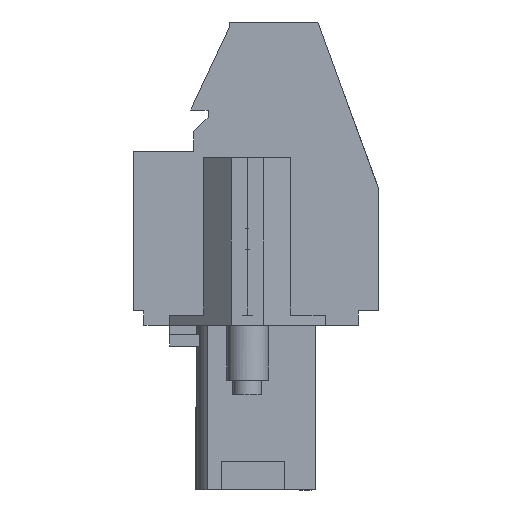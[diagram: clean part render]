
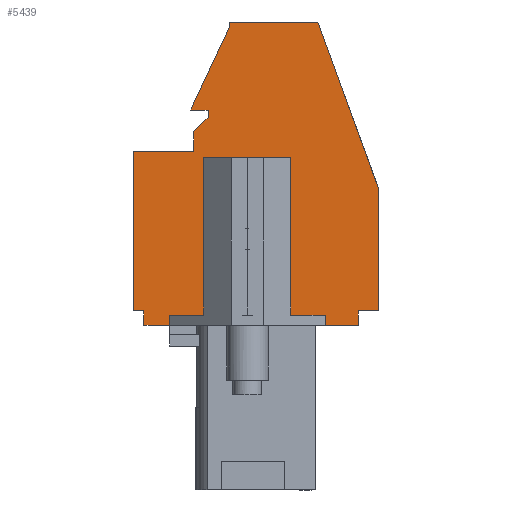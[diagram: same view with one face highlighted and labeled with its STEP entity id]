
A CAD part, left-side view. The second image highlights one B-rep face of the part: STEP entity #5439.
In plain terms, the highlighted planar face has unit normal (-1, 0, 0).
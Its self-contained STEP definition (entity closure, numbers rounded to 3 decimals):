
#2039=AXIS2_PLACEMENT_3D('Plane Axis2P3D',#2036,#2037,#2038) ;
#107=CARTESIAN_POINT('Line Origine',(3.47,1.782,7.95)) ;
#111=CARTESIAN_POINT('Vertex',(3.47,2.58,7.95)) ;
#113=CARTESIAN_POINT('Vertex',(3.47,0.983,7.95)) ;
#148=CARTESIAN_POINT('Vertex',(3.47,10.08,7.95)) ;
#151=CARTESIAN_POINT('Line Origine',(3.47,10.705,7.95)) ;
#155=CARTESIAN_POINT('Vertex',(3.47,11.33,7.95)) ;
#2036=CARTESIAN_POINT('Axis2P3D Location',(3.47,0.,0.)) ;
#5295=CARTESIAN_POINT('Line Origine',(3.47,0.983,8.3)) ;
#5299=CARTESIAN_POINT('Vertex',(3.47,0.983,8.65)) ;
#5302=CARTESIAN_POINT('Line Origine',(3.47,0.492,8.65)) ;
#5306=CARTESIAN_POINT('Vertex',(3.47,0.,8.65)) ;
#5309=CARTESIAN_POINT('Line Origine',(3.47,0.,11.611)) ;
#5313=CARTESIAN_POINT('Vertex',(3.47,0.,14.572)) ;
#5316=CARTESIAN_POINT('Line Origine',(3.47,1.461,18.586)) ;
#5320=CARTESIAN_POINT('Vertex',(3.47,2.922,22.6)) ;
#5323=CARTESIAN_POINT('Line Origine',(3.47,5.052,22.6)) ;
#5327=CARTESIAN_POINT('Vertex',(3.47,7.181,22.6)) ;
#5330=CARTESIAN_POINT('Line Origine',(3.47,7.181,22.5)) ;
#5334=CARTESIAN_POINT('Vertex',(3.47,7.181,22.4)) ;
#5337=CARTESIAN_POINT('Line Origine',(3.47,8.126,20.375)) ;
#5341=CARTESIAN_POINT('Vertex',(3.47,9.07,18.35)) ;
#5344=CARTESIAN_POINT('Line Origine',(3.47,8.65,18.35)) ;
#5348=CARTESIAN_POINT('Vertex',(3.47,8.23,18.35)) ;
#5351=CARTESIAN_POINT('Line Origine',(3.47,8.23,18.175)) ;
#5355=CARTESIAN_POINT('Vertex',(3.47,8.23,18.)) ;
#5358=CARTESIAN_POINT('Line Origine',(3.47,8.58,17.65)) ;
#5362=CARTESIAN_POINT('Vertex',(3.47,8.93,17.3)) ;
#5365=CARTESIAN_POINT('Line Origine',(3.47,8.93,16.825)) ;
#5369=CARTESIAN_POINT('Vertex',(3.47,8.93,16.35)) ;
#5372=CARTESIAN_POINT('Line Origine',(3.47,10.38,16.35)) ;
#5376=CARTESIAN_POINT('Vertex',(3.47,11.83,16.35)) ;
#5379=CARTESIAN_POINT('Line Origine',(3.47,11.83,12.5)) ;
#5383=CARTESIAN_POINT('Vertex',(3.47,11.83,8.65)) ;
#5386=CARTESIAN_POINT('Line Origine',(3.47,11.58,8.65)) ;
#5390=CARTESIAN_POINT('Vertex',(3.47,11.33,8.65)) ;
#5393=CARTESIAN_POINT('Line Origine',(3.47,11.33,8.3)) ;
#5398=CARTESIAN_POINT('Line Origine',(3.47,10.08,8.2)) ;
#5402=CARTESIAN_POINT('Vertex',(3.47,10.08,8.45)) ;
#5405=CARTESIAN_POINT('Line Origine',(3.47,6.33,8.45)) ;
#5409=CARTESIAN_POINT('Vertex',(3.47,2.58,8.45)) ;
#5412=CARTESIAN_POINT('Line Origine',(3.47,2.58,8.2)) ;
#108=DIRECTION('Vector Direction',(0.,-1.,0.)) ;
#152=DIRECTION('Vector Direction',(0.,-1.,0.)) ;
#2037=DIRECTION('Axis2P3D Direction',(-1.,0.,0.)) ;
#2038=DIRECTION('Axis2P3D XDirection',(0.,0.,1.)) ;
#5296=DIRECTION('Vector Direction',(0.,0.,1.)) ;
#5303=DIRECTION('Vector Direction',(0.,-1.,0.)) ;
#5310=DIRECTION('Vector Direction',(0.,0.,1.)) ;
#5317=DIRECTION('Vector Direction',(0.,-0.342,-0.94)) ;
#5324=DIRECTION('Vector Direction',(0.,-1.,0.)) ;
#5331=DIRECTION('Vector Direction',(0.,0.,1.)) ;
#5338=DIRECTION('Vector Direction',(0.,-0.423,0.906)) ;
#5345=DIRECTION('Vector Direction',(0.,1.,0.)) ;
#5352=DIRECTION('Vector Direction',(0.,0.,1.)) ;
#5359=DIRECTION('Vector Direction',(0.,-0.707,0.707)) ;
#5366=DIRECTION('Vector Direction',(0.,0.,1.)) ;
#5373=DIRECTION('Vector Direction',(0.,-1.,0.)) ;
#5380=DIRECTION('Vector Direction',(0.,0.,1.)) ;
#5387=DIRECTION('Vector Direction',(0.,1.,0.)) ;
#5394=DIRECTION('Vector Direction',(0.,0.,-1.)) ;
#5399=DIRECTION('Vector Direction',(0.,0.,1.)) ;
#5406=DIRECTION('Vector Direction',(0.,1.,0.)) ;
#5413=DIRECTION('Vector Direction',(0.,0.,1.)) ;
#109=VECTOR('Line Direction',#108,1.) ;
#153=VECTOR('Line Direction',#152,1.) ;
#5297=VECTOR('Line Direction',#5296,1.) ;
#5304=VECTOR('Line Direction',#5303,1.) ;
#5311=VECTOR('Line Direction',#5310,1.) ;
#5318=VECTOR('Line Direction',#5317,1.) ;
#5325=VECTOR('Line Direction',#5324,1.) ;
#5332=VECTOR('Line Direction',#5331,1.) ;
#5339=VECTOR('Line Direction',#5338,1.) ;
#5346=VECTOR('Line Direction',#5345,1.) ;
#5353=VECTOR('Line Direction',#5352,1.) ;
#5360=VECTOR('Line Direction',#5359,1.) ;
#5367=VECTOR('Line Direction',#5366,1.) ;
#5374=VECTOR('Line Direction',#5373,1.) ;
#5381=VECTOR('Line Direction',#5380,1.) ;
#5388=VECTOR('Line Direction',#5387,1.) ;
#5395=VECTOR('Line Direction',#5394,1.) ;
#5400=VECTOR('Line Direction',#5399,1.) ;
#5407=VECTOR('Line Direction',#5406,1.) ;
#5414=VECTOR('Line Direction',#5413,1.) ;
#5418=ORIENTED_EDGE('',*,*,#115,.T.) ;
#5419=ORIENTED_EDGE('',*,*,#5301,.T.) ;
#5420=ORIENTED_EDGE('',*,*,#5308,.T.) ;
#5421=ORIENTED_EDGE('',*,*,#5315,.T.) ;
#5422=ORIENTED_EDGE('',*,*,#5322,.T.) ;
#5423=ORIENTED_EDGE('',*,*,#5329,.T.) ;
#5424=ORIENTED_EDGE('',*,*,#5336,.T.) ;
#5425=ORIENTED_EDGE('',*,*,#5343,.T.) ;
#5426=ORIENTED_EDGE('',*,*,#5350,.T.) ;
#5427=ORIENTED_EDGE('',*,*,#5357,.T.) ;
#5428=ORIENTED_EDGE('',*,*,#5364,.T.) ;
#5429=ORIENTED_EDGE('',*,*,#5371,.T.) ;
#5430=ORIENTED_EDGE('',*,*,#5378,.T.) ;
#5431=ORIENTED_EDGE('',*,*,#5385,.T.) ;
#5432=ORIENTED_EDGE('',*,*,#5392,.T.) ;
#5433=ORIENTED_EDGE('',*,*,#5397,.T.) ;
#5434=ORIENTED_EDGE('',*,*,#157,.T.) ;
#5435=ORIENTED_EDGE('',*,*,#5404,.T.) ;
#5436=ORIENTED_EDGE('',*,*,#5411,.F.) ;
#5437=ORIENTED_EDGE('',*,*,#5416,.F.) ;
#5439=ADVANCED_FACE('HOUSING',(#5438),#2040,.T.) ;
#115=EDGE_CURVE('',#112,#114,#110,.T.) ;
#157=EDGE_CURVE('',#156,#149,#154,.T.) ;
#5301=EDGE_CURVE('',#114,#5300,#5298,.T.) ;
#5308=EDGE_CURVE('',#5300,#5307,#5305,.T.) ;
#5315=EDGE_CURVE('',#5307,#5314,#5312,.T.) ;
#5322=EDGE_CURVE('',#5314,#5321,#5319,.F.) ;
#5329=EDGE_CURVE('',#5321,#5328,#5326,.F.) ;
#5336=EDGE_CURVE('',#5328,#5335,#5333,.F.) ;
#5343=EDGE_CURVE('',#5335,#5342,#5340,.F.) ;
#5350=EDGE_CURVE('',#5342,#5349,#5347,.F.) ;
#5357=EDGE_CURVE('',#5349,#5356,#5354,.F.) ;
#5364=EDGE_CURVE('',#5356,#5363,#5361,.F.) ;
#5371=EDGE_CURVE('',#5363,#5370,#5368,.F.) ;
#5378=EDGE_CURVE('',#5370,#5377,#5375,.F.) ;
#5385=EDGE_CURVE('',#5377,#5384,#5382,.F.) ;
#5392=EDGE_CURVE('',#5384,#5391,#5389,.F.) ;
#5397=EDGE_CURVE('',#5391,#156,#5396,.T.) ;
#5404=EDGE_CURVE('',#149,#5403,#5401,.T.) ;
#5411=EDGE_CURVE('',#5410,#5403,#5408,.T.) ;
#5416=EDGE_CURVE('',#112,#5410,#5415,.T.) ;
#5417=EDGE_LOOP('',(#5418,#5419,#5420,#5421,#5422,#5423,#5424,#5425,#5426,#5427,#5428,#5429,#5430,#5431,#5432,#5433,#5434,#5435,#5436,#5437)) ;
#5438=FACE_OUTER_BOUND('',#5417,.T.) ;
#110=LINE('Line',#107,#109) ;
#154=LINE('Line',#151,#153) ;
#5298=LINE('Line',#5295,#5297) ;
#5305=LINE('Line',#5302,#5304) ;
#5312=LINE('Line',#5309,#5311) ;
#5319=LINE('Line',#5316,#5318) ;
#5326=LINE('Line',#5323,#5325) ;
#5333=LINE('Line',#5330,#5332) ;
#5340=LINE('Line',#5337,#5339) ;
#5347=LINE('Line',#5344,#5346) ;
#5354=LINE('Line',#5351,#5353) ;
#5361=LINE('Line',#5358,#5360) ;
#5368=LINE('Line',#5365,#5367) ;
#5375=LINE('Line',#5372,#5374) ;
#5382=LINE('Line',#5379,#5381) ;
#5389=LINE('Line',#5386,#5388) ;
#5396=LINE('Line',#5393,#5395) ;
#5401=LINE('Line',#5398,#5400) ;
#5408=LINE('Line',#5405,#5407) ;
#5415=LINE('Line',#5412,#5414) ;
#2040=PLANE('',#2039) ;
#112=VERTEX_POINT('',#111) ;
#114=VERTEX_POINT('',#113) ;
#149=VERTEX_POINT('',#148) ;
#156=VERTEX_POINT('',#155) ;
#5300=VERTEX_POINT('',#5299) ;
#5307=VERTEX_POINT('',#5306) ;
#5314=VERTEX_POINT('',#5313) ;
#5321=VERTEX_POINT('',#5320) ;
#5328=VERTEX_POINT('',#5327) ;
#5335=VERTEX_POINT('',#5334) ;
#5342=VERTEX_POINT('',#5341) ;
#5349=VERTEX_POINT('',#5348) ;
#5356=VERTEX_POINT('',#5355) ;
#5363=VERTEX_POINT('',#5362) ;
#5370=VERTEX_POINT('',#5369) ;
#5377=VERTEX_POINT('',#5376) ;
#5384=VERTEX_POINT('',#5383) ;
#5391=VERTEX_POINT('',#5390) ;
#5403=VERTEX_POINT('',#5402) ;
#5410=VERTEX_POINT('',#5409) ;
